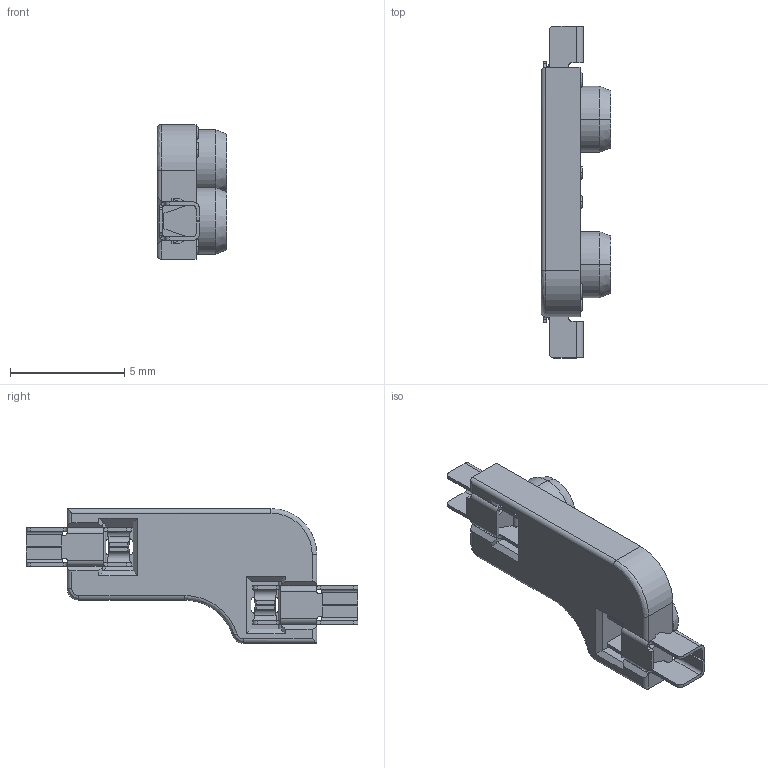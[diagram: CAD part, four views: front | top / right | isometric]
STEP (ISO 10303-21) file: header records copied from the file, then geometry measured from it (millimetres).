
FILE_DESCRIPTION (( 'STEP AP203' ), '1' );
FILE_NAME ('KaihlSocket_1511-CONN-170206_ASM_ASM_3_ASM__ASM.STEP', '2018-05-02T13:54:05', ( '' ), ( '' ), 'SwSTEP 2.0', 'SolidWorks 2017', '' );
FILE_SCHEMA (( 'CONFIG_CONTROL_DESIGN' ));
Length unit declared in the file: millimetre
Products named in the file (12): ASM0003_ASM; ASM0001_ASM; CONN-011601_18_1_1_1_1_2_1_1_1; 1511-011802_ASM_1_ASM_1_ASM_1_A_ASM; ASM0002_ASM; 1511-CONN-170206_ASM_1_ASM_1_AS_ASM; 1511-0408001_ASM_1_ASM_1_ASM_1__ASM; 1511-011802_ASM_ASM_1_ASM_1_ASM_ASM; BASE02_D6_18_18_1_1_1_1_2_1_1_2; KaihlSocket_1511-CONN-170206_ASM_ASM_3_ASM__ASM; Normal Socket; ASM0004_ASM
Assembly tree (12 placements, depth 11):
  KaihlSocket_1511-CONN-170206_ASM_ASM_3_ASM__ASM
    1511-CONN-170206_ASM_1_ASM_1_AS_ASM
      1511-0408001_ASM_1_ASM_1_ASM_1__ASM
        ASM0001_ASM
          ASM0002_ASM
            ASM0003_ASM
              ASM0004_ASM
                Normal Socket
                  1511-011802_ASM_ASM_1_ASM_1_ASM_ASM
Bounding box: 3.05 x 14.5 x 5.89 mm (x, y, z)
Volume: 90.2 mm3; surface area: 299.5 mm2
Topology: 3 solids, 3 shells, 338 faces, 891 edges, 565 vertices
Faces by surface type: plane 213, cylinder 89, bspline 24, cone 12
Entity records: 9250 total; most frequent: CARTESIAN_POINT 2201, ORIENTED_EDGE 1258, DIRECTION 1124, EDGE_CURVE 629, VECTOR 444, LINE 444, VERTEX_POINT 399, AXIS2_PLACEMENT_3D 340
